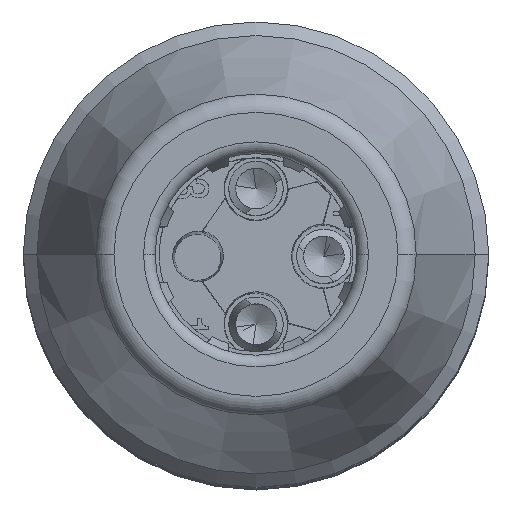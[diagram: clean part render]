
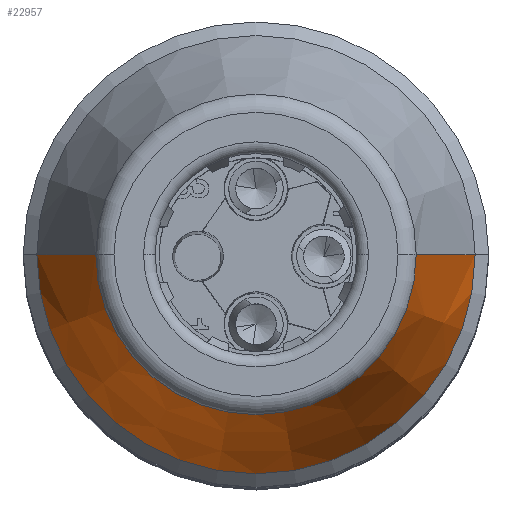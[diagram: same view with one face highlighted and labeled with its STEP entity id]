
A CAD part, top view. The second image highlights one B-rep face of the part: STEP entity #22957.
In plain terms, the highlighted conical face has half-angle 20 degrees and reference radius 4.891 mm.
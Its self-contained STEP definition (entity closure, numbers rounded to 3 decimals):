
#5041=CARTESIAN_POINT('',(0.,0.,30.3));
#5042=DIRECTION('',(0.,0.,1.));
#5043=DIRECTION('',(-1.,0.,0.));
#5044=AXIS2_PLACEMENT_3D('',#5041,#5042,#5043);
#5046=CARTESIAN_POINT('',(0.,0.,34.471));
#5047=DIRECTION('',(0.,0.,-1.));
#5048=DIRECTION('',(1.,0.,0.));
#5049=AXIS2_PLACEMENT_3D('',#5046,#5047,#5048);
#5056=DIRECTION('',(0.342,0.,-0.94));
#5057=VECTOR('',#5056,4.439);
#5058=CARTESIAN_POINT('',(4.132,0.,
34.471));
#5059=LINE('',#5058,#5057);
#5065=DIRECTION('',(-0.342,0.,-0.94));
#5066=VECTOR('',#5065,4.439);
#5067=CARTESIAN_POINT('',(-4.132,0.,
34.471));
#5068=LINE('',#5067,#5066);
#15269=CARTESIAN_POINT('',(4.132,0.,34.471));
#15270=CARTESIAN_POINT('',(-4.132,0.,34.471));
#15271=VERTEX_POINT('',#15269);
#15272=VERTEX_POINT('',#15270);
#15283=CARTESIAN_POINT('',(5.65,0.,30.3));
#15284=CARTESIAN_POINT('',(-5.65,0.,30.3));
#15285=VERTEX_POINT('',#15283);
#15286=VERTEX_POINT('',#15284);
#22943=CARTESIAN_POINT('',(0.,0.,32.386));
#22944=DIRECTION('',(0.,0.,-1.));
#22945=DIRECTION('',(1.,0.,0.));
#22946=AXIS2_PLACEMENT_3D('',#22943,#22944,#22945);
#22947=CONICAL_SURFACE('',#22946,4.891,20.);
#22948=ORIENTED_EDGE('',*,*,#22933,.F.);
#22950=ORIENTED_EDGE('',*,*,#22949,.F.);
#22952=ORIENTED_EDGE('',*,*,#22951,.F.);
#22954=ORIENTED_EDGE('',*,*,#22953,.T.);
#22955=EDGE_LOOP('',(#22948,#22950,#22952,#22954));
#22956=FACE_OUTER_BOUND('',#22955,.F.);
#5045=CIRCLE('',#5044,5.65);
#5050=CIRCLE('',#5049,4.132);
#22933=EDGE_CURVE('',#15286,#15285,#5045,.T.);
#22949=EDGE_CURVE('',#15272,#15286,#5068,.T.);
#22951=EDGE_CURVE('',#15271,#15272,#5050,.T.);
#22953=EDGE_CURVE('',#15271,#15285,#5059,.T.);
#22957=ADVANCED_FACE('',(#22956),#22947,.T.);
